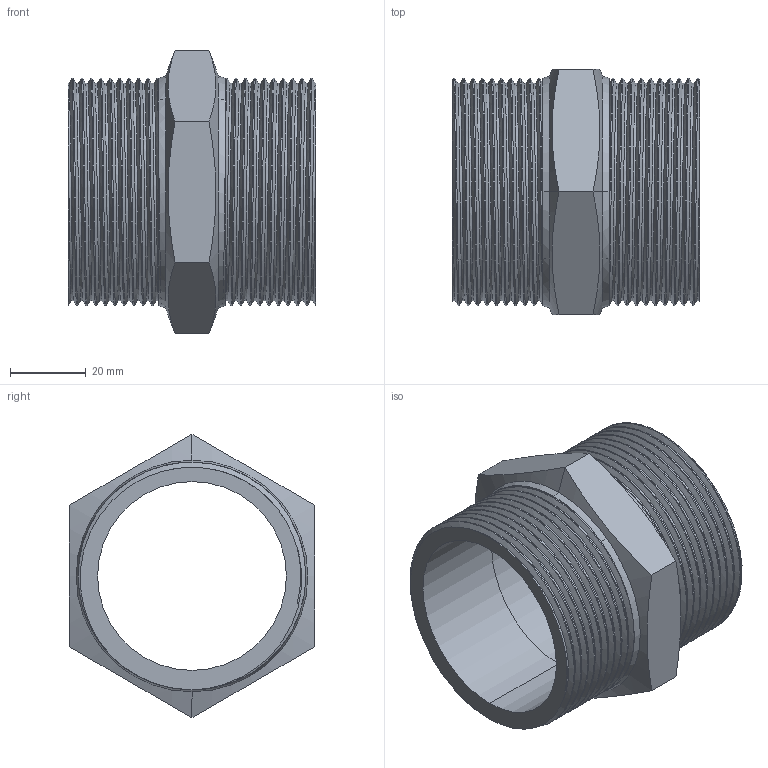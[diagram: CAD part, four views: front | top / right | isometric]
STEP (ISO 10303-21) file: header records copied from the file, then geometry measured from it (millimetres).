
FILE_DESCRIPTION (( 'STEP AP203' ), '1' );
FILE_NAME ('3D_R-207-ZK_2_17142680.STEP', '2024-08-20T09:47:55', ( '' ), ( '' ), 'SwSTEP 2.0', 'SolidWorks 2024', '' );
FILE_SCHEMA (( 'CONFIG_CONTROL_DESIGN' ));
Length unit declared in the file: millimetre
Products named in the file (1): 3D_R-207-ZK_2_17142680
Bounding box: 65.5 x 65 x 75.06 mm (x, y, z)
Volume: 61601.2 mm3; surface area: 33874 mm2
Topology: 2 solids, 2 shells, 73 faces, 198 edges, 128 vertices
Faces by surface type: cylinder 44, plane 13, cone 8, bspline 8
Entity records: 7759 total; most frequent: CARTESIAN_POINT 6162, ORIENTED_EDGE 396, DIRECTION 238, EDGE_CURVE 198, VERTEX_POINT 128, AXIS2_PLACEMENT_3D 90, EDGE_LOOP 78, FACE_OUTER_BOUND 73
